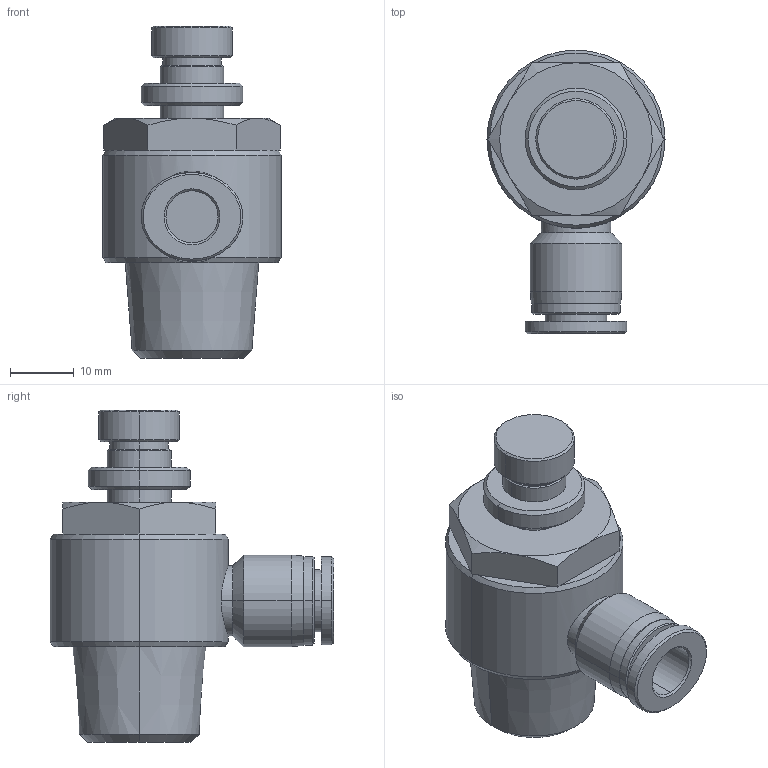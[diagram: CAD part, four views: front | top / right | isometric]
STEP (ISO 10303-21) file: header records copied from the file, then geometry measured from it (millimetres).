
FILE_DESCRIPTION((''),'2;1');
FILE_NAME('NSE0804-MDT.stp','2017-07-22T08:51:49',(''),(''),'Mechanical Desktop 2009','Mechanical Desktop 2009',', , ');
FILE_SCHEMA(('CONFIG_CONTROL_DESIGN'));
Length unit declared in the file: millimetre
Products named in the file (7): NSE0804-MDTA; NSE0804-MDT; NSE; COLLAR-06L; R03; R04; COLLAR-08L
Assembly tree (6 placements, depth 3):
  NSE0804-MDTA
    NSE0804-MDT
    NSE
      COLLAR-06L
      R03
    R04
    COLLAR-08L
Bounding box: 28 x 44.6 x 52.2 mm (x, y, z)
Volume: 21255.5 mm3; surface area: 6302.8 mm2
Topology: 1 solids, 1 shells, 88 faces, 183 edges, 108 vertices
Faces by surface type: cone 32, plane 31, cylinder 22, bspline 3
Entity records: 2831 total; most frequent: CARTESIAN_POINT 775, DIRECTION 440, ORIENTED_EDGE 366, AXIS2_PLACEMENT_3D 183, EDGE_CURVE 183, VERTEX_POINT 108, EDGE_LOOP 99, CIRCLE 89
